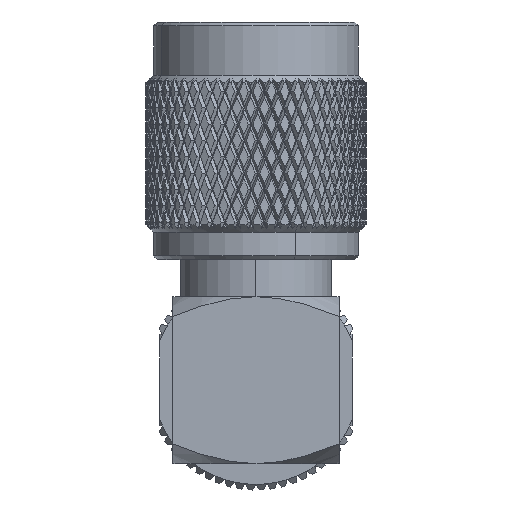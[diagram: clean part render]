
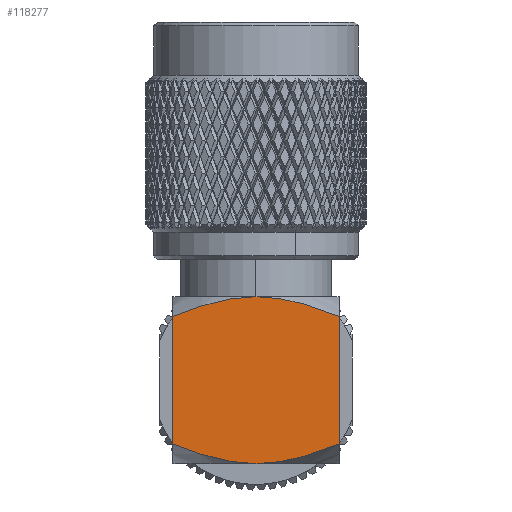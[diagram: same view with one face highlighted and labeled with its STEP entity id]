
A CAD part, left-side view. The second image highlights one B-rep face of the part: STEP entity #118277.
In plain terms, the highlighted face is planar.
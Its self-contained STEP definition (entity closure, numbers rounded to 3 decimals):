
#38 = VERTEX_POINT ( 'NONE', #59488 ) ;
#2209 = CARTESIAN_POINT ( 'NONE',  ( -4.185, 5.5, -5.5 ) ) ;
#2232 = CARTESIAN_POINT ( 'NONE',  ( -5.5, 5.5, 0. ) ) ;
#2304 = CARTESIAN_POINT ( 'NONE',  ( 5.5, 5.5, 0. ) ) ;
#3371 = ORIENTED_EDGE ( 'NONE', *, *, #51165, .F. ) ;
#3711 = CARTESIAN_POINT ( 'NONE',  ( -5.5, 5.5, 0. ) ) ;
#6356 = CARTESIAN_POINT ( 'NONE',  ( -5.23, 5.5, -2.353 ) ) ;
#12452 = B_SPLINE_CURVE_WITH_KNOTS ( 'NONE', 3,
 ( #105852, #96844, #73848, #82858, #81061, #100251, #46127, #108070 ),
 .UNSPECIFIED., .F., .F.,
 ( 4, 2, 2, 4 ),
 ( 0.014, 0.016, 0.017, 0.02 ),
 .UNSPECIFIED. ) ;
#16183 = B_SPLINE_CURVE_WITH_KNOTS ( 'NONE', 3,
 ( #111284, #19866, #46373, #100511, #101099, #18692, #66225, #83096 ),
 .UNSPECIFIED., .F., .F.,
 ( 4, 2, 2, 4 ),
 ( 0.02, 0.021, 0.023, 0.026 ),
 .UNSPECIFIED. ) ;
#18692 = CARTESIAN_POINT ( 'NONE',  ( 4.869, 5.5, -3.724 ) ) ;
#19866 = CARTESIAN_POINT ( 'NONE',  ( 5.5, 5.5, -0.473 ) ) ;
#19947 = EDGE_CURVE ( 'NONE', #22450, #69365, #16183, .T. ) ;
#20538 = CARTESIAN_POINT ( 'NONE',  ( -4.185, 5.5, 5.5 ) ) ;
#21023 = LINE ( 'NONE', #76432, #21457 ) ;
#21457 = VECTOR ( 'NONE', #94403, 1000. ) ;
#22450 = VERTEX_POINT ( 'NONE', #2304 ) ;
#23105 = ORIENTED_EDGE ( 'NONE', *, *, #96262, .T. ) ;
#23795 = CARTESIAN_POINT ( 'NONE',  ( -5.5, 5.5, -0.473 ) ) ;
#24995 = CARTESIAN_POINT ( 'NONE',  ( -4.869, 5.5, -3.724 ) ) ;
#25855 = LINE ( 'NONE', #60187, #95048 ) ;
#26178 = CARTESIAN_POINT ( 'NONE',  ( -4.185, 5.5, -5.5 ) ) ;
#34981 = EDGE_CURVE ( 'NONE', #111329, #97323, #92445, .T. ) ;
#38116 = DIRECTION ( 'NONE',  ( 0., -1., 0. ) ) ;
#46127 = CARTESIAN_POINT ( 'NONE',  ( 5.5, 5.5, 0.954 ) ) ;
#46373 = CARTESIAN_POINT ( 'NONE',  ( 5.463, 5.5, -0.953 ) ) ;
#47108 = CARTESIAN_POINT ( 'NONE',  ( -5.5, 5.5, 5.5 ) ) ;
#48802 = CARTESIAN_POINT ( 'NONE',  ( -4.849, 5.5, 3.715 ) ) ;
#51165 = EDGE_CURVE ( 'NONE', #38, #111329, #21023, .T. ) ;
#53553 = AXIS2_PLACEMENT_3D ( 'NONE', #47108, #38116, #55545 ) ;
#53823 = CARTESIAN_POINT ( 'NONE',  ( -5.463, 5.5, -0.953 ) ) ;
#54767 = EDGE_LOOP ( 'NONE', ( #3371, #23105, #58582, #118858, #56364, #71723 ) ) ;
#55545 = DIRECTION ( 'NONE',  ( 0., 0., -1. ) ) ;
#56364 = ORIENTED_EDGE ( 'NONE', *, *, #67086, .F. ) ;
#57213 = CARTESIAN_POINT ( 'NONE',  ( -4.364, 5.5, 5.06 ) ) ;
#58582 = ORIENTED_EDGE ( 'NONE', *, *, #19947, .T. ) ;
#59488 = CARTESIAN_POINT ( 'NONE',  ( 4.185, 5.5, 5.5 ) ) ;
#60187 = CARTESIAN_POINT ( 'NONE',  ( -5.5, 5.5, -5.5 ) ) ;
#61102 = CARTESIAN_POINT ( 'NONE',  ( -5.5, 5.5, 0. ) ) ;
#64563 = VERTEX_POINT ( 'NONE', #2209 ) ;
#65851 = CARTESIAN_POINT ( 'NONE',  ( -4.185, 5.5, 5.5 ) ) ;
#66225 = CARTESIAN_POINT ( 'NONE',  ( 4.543, 5.5, -4.622 ) ) ;
#67086 = EDGE_CURVE ( 'NONE', #97323, #64563, #78819, .T. ) ;
#67487 = CARTESIAN_POINT ( 'NONE',  ( -4.992, 5.5, 3.259 ) ) ;
#69365 = VERTEX_POINT ( 'NONE', #93530 ) ;
#71024 = DIRECTION ( 'NONE',  ( -1., 0., 0. ) ) ;
#71723 = ORIENTED_EDGE ( 'NONE', *, *, #34981, .F. ) ;
#73848 = CARTESIAN_POINT ( 'NONE',  ( 4.535, 5.5, 4.616 ) ) ;
#76432 = CARTESIAN_POINT ( 'NONE',  ( -5.5, 5.5, 5.5 ) ) ;
#78819 = B_SPLINE_CURVE_WITH_KNOTS ( 'NONE', 3,
 ( #61102, #23795, #53823, #88760, #6356, #24995, #98364, #26178 ),
 .UNSPECIFIED., .F., .F.,
 ( 4, 2, 2, 4 ),
 ( 0.02, 0.021, 0.023, 0.026 ),
 .UNSPECIFIED. ) ;
#81061 = CARTESIAN_POINT ( 'NONE',  ( 4.992, 5.5, 3.259 ) ) ;
#82858 = CARTESIAN_POINT ( 'NONE',  ( 4.849, 5.5, 3.715 ) ) ;
#83096 = CARTESIAN_POINT ( 'NONE',  ( 4.185, 5.5, -5.5 ) ) ;
#85511 = CARTESIAN_POINT ( 'NONE',  ( -5.352, 5.5, 1.885 ) ) ;
#88760 = CARTESIAN_POINT ( 'NONE',  ( -5.328, 5.5, -1.891 ) ) ;
#92445 = B_SPLINE_CURVE_WITH_KNOTS ( 'NONE', 3,
 ( #20538, #57213, #94511, #48802, #67487, #85511, #113730, #3711 ),
 .UNSPECIFIED., .F., .F.,
 ( 4, 2, 2, 4 ),
 ( 0.014, 0.016, 0.017, 0.02 ),
 .UNSPECIFIED. ) ;
#93530 = CARTESIAN_POINT ( 'NONE',  ( 4.185, 5.5, -5.5 ) ) ;
#93994 = PLANE ( 'NONE',  #53553 ) ;
#94403 = DIRECTION ( 'NONE',  ( -1., 0., 0. ) ) ;
#94511 = CARTESIAN_POINT ( 'NONE',  ( -4.535, 5.5, 4.616 ) ) ;
#95048 = VECTOR ( 'NONE', #71024, 1000. ) ;
#95843 = EDGE_CURVE ( 'NONE', #69365, #64563, #25855, .T. ) ;
#96262 = EDGE_CURVE ( 'NONE', #38, #22450, #12452, .T. ) ;
#96844 = CARTESIAN_POINT ( 'NONE',  ( 4.364, 5.5, 5.06 ) ) ;
#97323 = VERTEX_POINT ( 'NONE', #2232 ) ;
#98364 = CARTESIAN_POINT ( 'NONE',  ( -4.543, 5.5, -4.622 ) ) ;
#100251 = CARTESIAN_POINT ( 'NONE',  ( 5.352, 5.5, 1.885 ) ) ;
#100511 = CARTESIAN_POINT ( 'NONE',  ( 5.328, 5.5, -1.891 ) ) ;
#101099 = CARTESIAN_POINT ( 'NONE',  ( 5.23, 5.5, -2.353 ) ) ;
#101253 = FACE_OUTER_BOUND ( 'NONE', #54767, .T. ) ;
#105852 = CARTESIAN_POINT ( 'NONE',  ( 4.185, 5.5, 5.5 ) ) ;
#108070 = CARTESIAN_POINT ( 'NONE',  ( 5.5, 5.5, 0. ) ) ;
#111284 = CARTESIAN_POINT ( 'NONE',  ( 5.5, 5.5, 0. ) ) ;
#111329 = VERTEX_POINT ( 'NONE', #65851 ) ;
#113730 = CARTESIAN_POINT ( 'NONE',  ( -5.5, 5.5, 0.954 ) ) ;
#118277 = ADVANCED_FACE ( 'NONE', ( #101253 ), #93994, .F. ) ;
#118858 = ORIENTED_EDGE ( 'NONE', *, *, #95843, .T. ) ;
